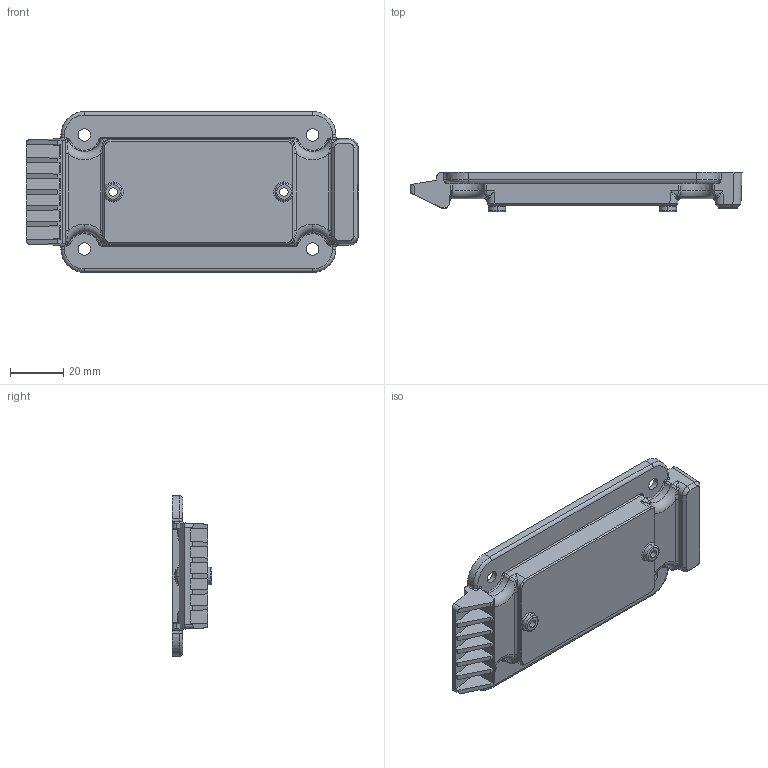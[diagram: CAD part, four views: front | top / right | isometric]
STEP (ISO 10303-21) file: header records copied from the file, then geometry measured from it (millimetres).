
FILE_DESCRIPTION (( 'STEP AP214' ), '1' );
FILE_NAME ('t1-mounting-plate-REV-A.STEP', '2022-05-03T19:54:02', ( '' ), ( '' ), 'SwSTEP 2.0', 'SolidWorks 2020', '' );
FILE_SCHEMA (( 'AUTOMOTIVE_DESIGN' ));
Length unit declared in the file: millimetre
Products named in the file (1): t1-mounting-plate-REV-A
Bounding box: 125.05 x 15 x 60.6 mm (x, y, z)
Volume: 22931 mm3; surface area: 23619.2 mm2
Topology: 1 solids, 1 shells, 496 faces, 1203 edges, 704 vertices
Faces by surface type: bspline 145, plane 114, cylinder 94, torus 61, cone 52, sphere 30
Entity records: 18597 total; most frequent: CARTESIAN_POINT 8169, ORIENTED_EDGE 2390, DIRECTION 1949, EDGE_CURVE 1195, AXIS2_PLACEMENT_3D 782, VERTEX_POINT 704, EDGE_LOOP 511, ADVANCED_FACE 496
